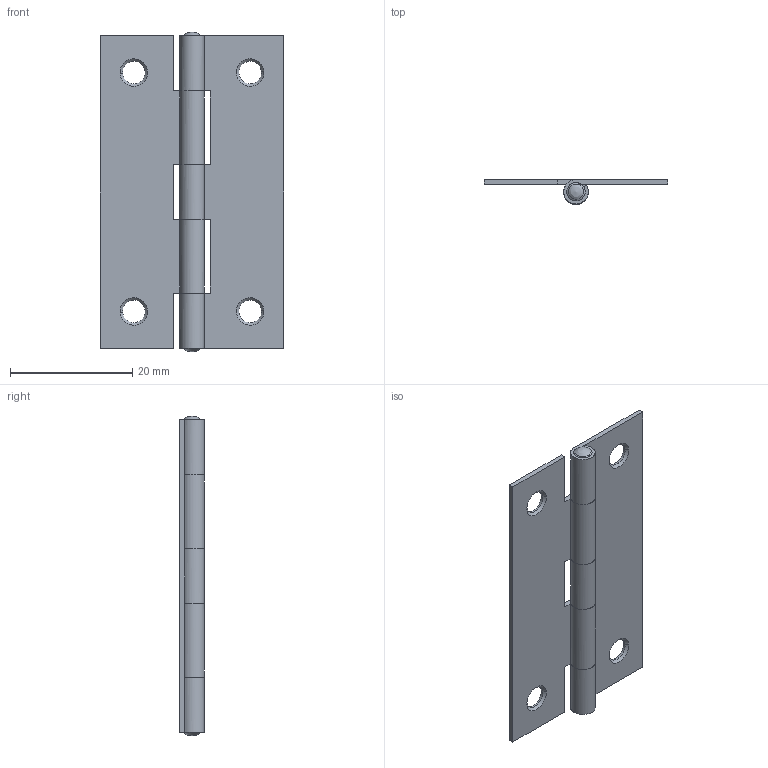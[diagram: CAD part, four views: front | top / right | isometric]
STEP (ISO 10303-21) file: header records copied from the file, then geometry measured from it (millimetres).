
FILE_DESCRIPTION((''),'2;1');
FILE_NAME('','2008-05-01T21:10:42',(''),(''),'','CADfix','');
FILE_SCHEMA(('AUTOMOTIVE_DESIGN { 1 0 10303 214 1 1 1 1 }'));
Length unit declared in the file: millimetre
Bounding box: 30 x 4 x 52.2 mm (x, y, z)
Volume: 1646.4 mm3; surface area: 4264.5 mm2
Topology: 3 solids, 3 shells, 60 faces, 184 edges, 132 vertices
Faces by surface type: bspline 60
Entity records: 2746 total; most frequent: CARTESIAN_POINT 1660, ORIENTED_EDGE 368, EDGE_CURVE 184, VERTEX_POINT 132, QUASI_UNIFORM_CURVE 100, EDGE_LOOP 70, FACE_OUTER_BOUND 60, ADVANCED_FACE 60
